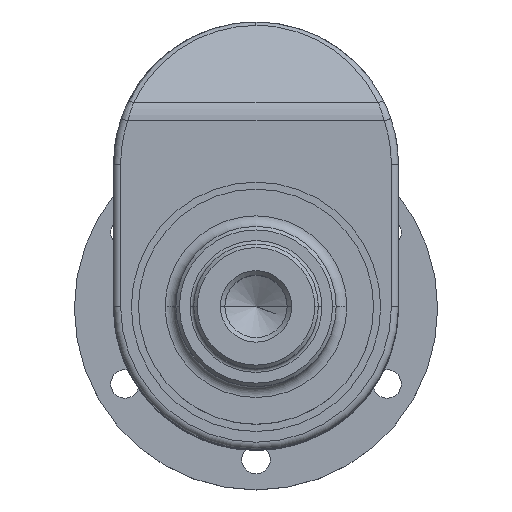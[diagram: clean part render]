
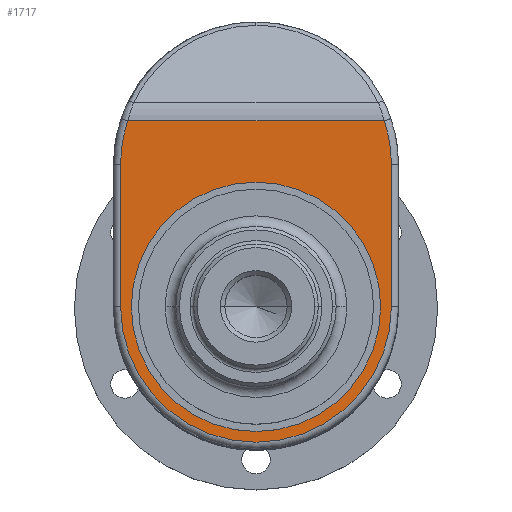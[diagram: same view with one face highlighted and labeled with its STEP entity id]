
A CAD part, top view. The second image highlights one B-rep face of the part: STEP entity #1717.
In plain terms, the highlighted planar face has unit normal (0, 0, 1).
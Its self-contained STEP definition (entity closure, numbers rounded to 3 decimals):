
#36 = VECTOR ( 'NONE', #2435, 1000. ) ;
#52 = CARTESIAN_POINT ( 'NONE',  ( 0., 0., 38.5 ) ) ;
#80 = FACE_OUTER_BOUND ( 'NONE', #1671, .T. ) ;
#168 = ORIENTED_EDGE ( 'NONE', *, *, #4394, .T. ) ;
#200 = CARTESIAN_POINT ( 'NONE',  ( 0., -40., 38.5 ) ) ;
#597 = CARTESIAN_POINT ( 'NONE',  ( 35., -40., 38.5 ) ) ;
#687 = CARTESIAN_POINT ( 'NONE',  ( 0., 0., 38.5 ) ) ;
#822 = CARTESIAN_POINT ( 'NONE',  ( 0., 0., 38.5 ) ) ;
#904 = CARTESIAN_POINT ( 'NONE',  ( 0., -40., 38.5 ) ) ;
#933 = VERTEX_POINT ( 'NONE', #2908 ) ;
#934 = VECTOR ( 'NONE', #3219, 1000. ) ;
#1059 = DIRECTION ( 'NONE',  ( 0., 1., 0. ) ) ;
#1210 = DIRECTION ( 'NONE',  ( 1., 0., 0. ) ) ;
#1241 = EDGE_CURVE ( 'NONE', #1858, #1650, #3317, .T. ) ;
#1327 = ORIENTED_EDGE ( 'NONE', *, *, #5810, .F. ) ;
#1385 = EDGE_LOOP ( 'NONE', ( #3897, #1327 ) ) ;
#1530 = EDGE_CURVE ( 'NONE', #1928, #6457, #6146, .T. ) ;
#1538 = CIRCLE ( 'NONE', #2489, 35. ) ;
#1650 = VERTEX_POINT ( 'NONE', #2463 ) ;
#1671 = EDGE_LOOP ( 'NONE', ( #5559, #4963, #168, #3702, #6171, #6273 ) ) ;
#1717 = ADVANCED_FACE ( 'NONE', ( #2560, #80 ), #2064, .T. ) ;
#1834 = AXIS2_PLACEMENT_3D ( 'NONE', #687, #5682, #1210 ) ;
#1858 = VERTEX_POINT ( 'NONE', #4339 ) ;
#1859 = CARTESIAN_POINT ( 'NONE',  ( 0., -40., 38.5 ) ) ;
#1928 = VERTEX_POINT ( 'NONE', #5583 ) ;
#2064 = PLANE ( 'NONE',  #2633 ) ;
#2067 = DIRECTION ( 'NONE',  ( 1., 0., 0. ) ) ;
#2122 = DIRECTION ( 'NONE',  ( 1., 0., 0. ) ) ;
#2147 = EDGE_CURVE ( 'NONE', #933, #3238, #4139, .T. ) ;
#2391 = DIRECTION ( 'NONE',  ( 0., 0., 1. ) ) ;
#2435 = DIRECTION ( 'NONE',  ( 0., -1., 0. ) ) ;
#2463 = CARTESIAN_POINT ( 'NONE',  ( 38., -40., 38.5 ) ) ;
#2489 = AXIS2_PLACEMENT_3D ( 'NONE', #1859, #2391, #4380 ) ;
#2560 = FACE_BOUND ( 'NONE', #1385, .T. ) ;
#2633 = AXIS2_PLACEMENT_3D ( 'NONE', #822, #4129, #4589 ) ;
#2908 = CARTESIAN_POINT ( 'NONE',  ( 38., 0., 38.5 ) ) ;
#3219 = DIRECTION ( 'NONE',  ( -1., 0., 0. ) ) ;
#3238 = VERTEX_POINT ( 'NONE', #5218 ) ;
#3248 = LINE ( 'NONE', #4790, #934 ) ;
#3317 = CIRCLE ( 'NONE', #4684, 38. ) ;
#3331 = AXIS2_PLACEMENT_3D ( 'NONE', #200, #4573, #2122 ) ;
#3568 = AXIS2_PLACEMENT_3D ( 'NONE', #52, #4004, #2067 ) ;
#3584 = EDGE_CURVE ( 'NONE', #1650, #933, #5496, .T. ) ;
#3702 = ORIENTED_EDGE ( 'NONE', *, *, #4262, .T. ) ;
#3897 = ORIENTED_EDGE ( 'NONE', *, *, #1530, .F. ) ;
#4004 = DIRECTION ( 'NONE',  ( 0., 0., 1. ) ) ;
#4129 = DIRECTION ( 'NONE',  ( 0., 0., 1. ) ) ;
#4139 = CIRCLE ( 'NONE', #1834, 38. ) ;
#4262 = EDGE_CURVE ( 'NONE', #4366, #1858, #5889, .T. ) ;
#4278 = CARTESIAN_POINT ( 'NONE',  ( -35.978, 12.23, 38.5 ) ) ;
#4339 = CARTESIAN_POINT ( 'NONE',  ( -38., -40., 38.5 ) ) ;
#4366 = VERTEX_POINT ( 'NONE', #6047 ) ;
#4380 = DIRECTION ( 'NONE',  ( 1., 0., 0. ) ) ;
#4390 = DIRECTION ( 'NONE',  ( 0., 0., 1. ) ) ;
#4394 = EDGE_CURVE ( 'NONE', #6028, #4366, #5563, .T. ) ;
#4573 = DIRECTION ( 'NONE',  ( 0., 0., 1. ) ) ;
#4589 = DIRECTION ( 'NONE',  ( 1., 0., 0. ) ) ;
#4608 = VECTOR ( 'NONE', #1059, 1000. ) ;
#4684 = AXIS2_PLACEMENT_3D ( 'NONE', #904, #4390, #4891 ) ;
#4790 = CARTESIAN_POINT ( 'NONE',  ( -34.914, 12.23, 38.5 ) ) ;
#4891 = DIRECTION ( 'NONE',  ( 1., 0., 0. ) ) ;
#4927 = CARTESIAN_POINT ( 'NONE',  ( -38., -40., 38.5 ) ) ;
#4963 = ORIENTED_EDGE ( 'NONE', *, *, #5375, .T. ) ;
#5016 = CARTESIAN_POINT ( 'NONE',  ( 38., 0., 38.5 ) ) ;
#5218 = CARTESIAN_POINT ( 'NONE',  ( 35.978, 12.23, 38.5 ) ) ;
#5375 = EDGE_CURVE ( 'NONE', #3238, #6028, #3248, .T. ) ;
#5496 = LINE ( 'NONE', #5016, #4608 ) ;
#5559 = ORIENTED_EDGE ( 'NONE', *, *, #2147, .T. ) ;
#5563 = CIRCLE ( 'NONE', #3568, 38. ) ;
#5583 = CARTESIAN_POINT ( 'NONE',  ( -35., -40., 38.5 ) ) ;
#5682 = DIRECTION ( 'NONE',  ( 0., 0., 1. ) ) ;
#5810 = EDGE_CURVE ( 'NONE', #6457, #1928, #1538, .T. ) ;
#5889 = LINE ( 'NONE', #4927, #36 ) ;
#6028 = VERTEX_POINT ( 'NONE', #4278 ) ;
#6047 = CARTESIAN_POINT ( 'NONE',  ( -38., 0., 38.5 ) ) ;
#6146 = CIRCLE ( 'NONE', #3331, 35. ) ;
#6171 = ORIENTED_EDGE ( 'NONE', *, *, #1241, .T. ) ;
#6273 = ORIENTED_EDGE ( 'NONE', *, *, #3584, .T. ) ;
#6457 = VERTEX_POINT ( 'NONE', #597 ) ;
